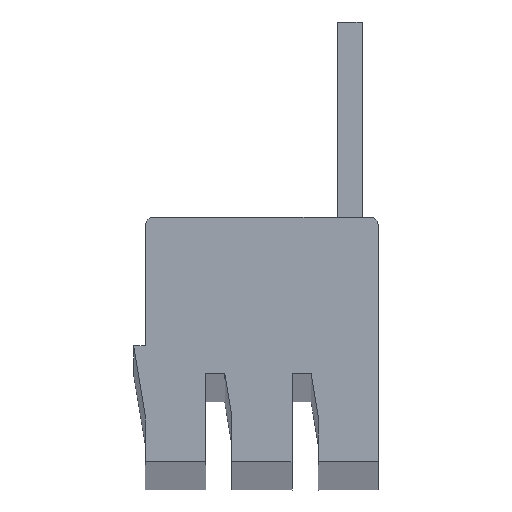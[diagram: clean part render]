
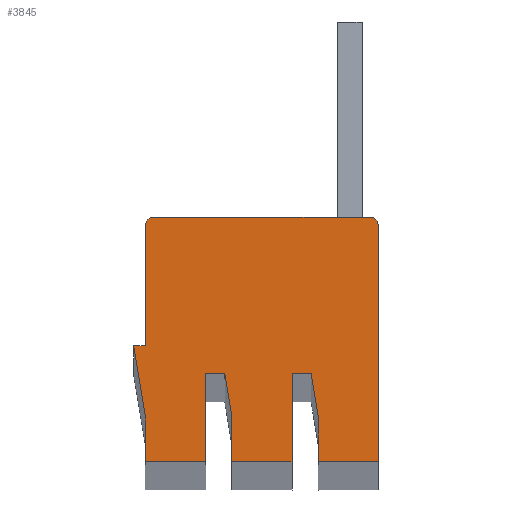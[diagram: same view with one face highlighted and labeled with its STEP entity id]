
A CAD part, top view. The second image highlights one B-rep face of the part: STEP entity #3845.
In plain terms, the highlighted planar face has unit normal (0, 0, 1).
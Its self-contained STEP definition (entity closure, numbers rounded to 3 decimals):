
#18=DIRECTION('',(1.,0.,0.));
#19=VECTOR('',#18,3.7);
#20=CARTESIAN_POINT('',(-14.3,0.,0.));
#21=LINE('',#20,#19);
#22=DIRECTION('',(0.,-1.,0.));
#23=VECTOR('',#22,2.797);
#24=CARTESIAN_POINT('',(-14.3,2.797,0.));
#25=LINE('',#24,#23);
#26=DIRECTION('',(0.164,-0.986,0.));
#27=VECTOR('',#26,4.362);
#28=CARTESIAN_POINT('',(-15.017,7.1,0.));
#29=LINE('',#28,#27);
#30=DIRECTION('',(-1.,0.,0.));
#31=VECTOR('',#30,0.717);
#32=CARTESIAN_POINT('',(-14.3,7.1,0.));
#33=LINE('',#32,#31);
#34=DIRECTION('',(0.,-1.,0.));
#35=VECTOR('',#34,7.4);
#36=CARTESIAN_POINT('',(-14.3,14.5,0.));
#37=LINE('',#36,#35);
#38=CARTESIAN_POINT('',(-13.8,14.5,0.));
#39=DIRECTION('',(0.,0.,1.));
#40=DIRECTION('',(0.,1.,0.));
#41=AXIS2_PLACEMENT_3D('',#38,#39,#40);
#43=DIRECTION('',(-1.,0.,0.));
#44=VECTOR('',#43,13.3);
#45=CARTESIAN_POINT('',(-0.5,15.,0.));
#46=LINE('',#45,#44);
#47=CARTESIAN_POINT('',(-0.5,14.5,0.));
#48=DIRECTION('',(0.,0.,1.));
#49=DIRECTION('',(1.,0.,0.));
#50=AXIS2_PLACEMENT_3D('',#47,#48,#49);
#52=DIRECTION('',(0.,1.,0.));
#53=VECTOR('',#52,7.6);
#54=CARTESIAN_POINT('',(0.,6.9,0.));
#55=LINE('',#54,#53);
#56=DIRECTION('',(0.,1.,0.));
#57=VECTOR('',#56,6.9);
#58=CARTESIAN_POINT('',(0.,0.,0.));
#59=LINE('',#58,#57);
#60=DIRECTION('',(1.,0.,0.));
#61=VECTOR('',#60,3.7);
#62=CARTESIAN_POINT('',(-3.7,0.,0.));
#63=LINE('',#62,#61);
#64=DIRECTION('',(0.,-1.,0.));
#65=VECTOR('',#64,2.817);
#66=CARTESIAN_POINT('',(-3.7,2.817,0.));
#67=LINE('',#66,#65);
#68=DIRECTION('',(0.164,-0.986,0.));
#69=VECTOR('',#68,2.618);
#70=CARTESIAN_POINT('',(-4.13,5.4,0.));
#71=LINE('',#70,#69);
#72=DIRECTION('',(1.,0.,0.));
#73=VECTOR('',#72,1.17);
#74=CARTESIAN_POINT('',(-5.3,5.4,0.));
#75=LINE('',#74,#73);
#76=DIRECTION('',(0.,1.,0.));
#77=VECTOR('',#76,5.4);
#78=CARTESIAN_POINT('',(-5.3,0.,0.));
#79=LINE('',#78,#77);
#80=DIRECTION('',(1.,0.,0.));
#81=VECTOR('',#80,3.7);
#82=CARTESIAN_POINT('',(-9.,0.,0.));
#83=LINE('',#82,#81);
#84=DIRECTION('',(0.,-1.,0.));
#85=VECTOR('',#84,2.817);
#86=CARTESIAN_POINT('',(-9.,2.817,0.));
#87=LINE('',#86,#85);
#88=DIRECTION('',(0.164,-0.986,0.));
#89=VECTOR('',#88,2.618);
#90=CARTESIAN_POINT('',(-9.43,5.4,0.));
#91=LINE('',#90,#89);
#92=DIRECTION('',(1.,0.,0.));
#93=VECTOR('',#92,1.17);
#94=CARTESIAN_POINT('',(-10.6,5.4,0.));
#95=LINE('',#94,#93);
#96=DIRECTION('',(0.,1.,0.));
#97=VECTOR('',#96,5.4);
#98=CARTESIAN_POINT('',(-10.6,0.,0.));
#99=LINE('',#98,#97);
#2854=CARTESIAN_POINT('',(-14.3,0.,0.));
#2855=CARTESIAN_POINT('',(-10.6,0.,0.));
#2856=VERTEX_POINT('',#2854);
#2857=VERTEX_POINT('',#2855);
#2858=CARTESIAN_POINT('',(-10.6,5.4,0.));
#2859=VERTEX_POINT('',#2858);
#2860=CARTESIAN_POINT('',(-9.43,5.4,0.));
#2861=VERTEX_POINT('',#2860);
#2862=CARTESIAN_POINT('',(-9.,2.817,0.));
#2863=VERTEX_POINT('',#2862);
#2864=CARTESIAN_POINT('',(-9.,0.,0.));
#2865=VERTEX_POINT('',#2864);
#2866=CARTESIAN_POINT('',(-5.3,0.,0.));
#2867=VERTEX_POINT('',#2866);
#2868=CARTESIAN_POINT('',(-5.3,5.4,0.));
#2869=VERTEX_POINT('',#2868);
#2870=CARTESIAN_POINT('',(-4.13,5.4,0.));
#2871=VERTEX_POINT('',#2870);
#2872=CARTESIAN_POINT('',(-3.7,2.817,0.));
#2873=VERTEX_POINT('',#2872);
#2874=CARTESIAN_POINT('',(-3.7,0.,0.));
#2875=VERTEX_POINT('',#2874);
#2876=CARTESIAN_POINT('',(0.,0.,0.));
#2877=VERTEX_POINT('',#2876);
#2878=CARTESIAN_POINT('',(0.,6.9,0.));
#2879=VERTEX_POINT('',#2878);
#2880=CARTESIAN_POINT('',(0.,14.5,0.));
#2881=VERTEX_POINT('',#2880);
#2882=CARTESIAN_POINT('',(-0.5,15.,0.));
#2883=VERTEX_POINT('',#2882);
#2884=CARTESIAN_POINT('',(-13.8,15.,0.));
#2885=VERTEX_POINT('',#2884);
#2886=CARTESIAN_POINT('',(-14.3,14.5,0.));
#2887=VERTEX_POINT('',#2886);
#2888=CARTESIAN_POINT('',(-14.3,7.1,0.));
#2889=VERTEX_POINT('',#2888);
#2890=CARTESIAN_POINT('',(-15.017,7.1,0.));
#2891=VERTEX_POINT('',#2890);
#2892=CARTESIAN_POINT('',(-14.3,2.797,0.));
#2893=VERTEX_POINT('',#2892);
#3798=CARTESIAN_POINT('',(0.,0.,0.));
#3799=DIRECTION('',(0.,0.,1.));
#3800=DIRECTION('',(1.,0.,0.));
#3801=AXIS2_PLACEMENT_3D('',#3798,#3799,#3800);
#3802=PLANE('',#3801);
#3804=ORIENTED_EDGE('',*,*,#3803,.F.);
#3806=ORIENTED_EDGE('',*,*,#3805,.F.);
#3808=ORIENTED_EDGE('',*,*,#3807,.F.);
#3810=ORIENTED_EDGE('',*,*,#3809,.F.);
#3812=ORIENTED_EDGE('',*,*,#3811,.F.);
#3814=ORIENTED_EDGE('',*,*,#3813,.F.);
#3816=ORIENTED_EDGE('',*,*,#3815,.F.);
#3818=ORIENTED_EDGE('',*,*,#3817,.F.);
#3820=ORIENTED_EDGE('',*,*,#3819,.F.);
#3822=ORIENTED_EDGE('',*,*,#3821,.F.);
#3824=ORIENTED_EDGE('',*,*,#3823,.F.);
#3826=ORIENTED_EDGE('',*,*,#3825,.F.);
#3828=ORIENTED_EDGE('',*,*,#3827,.F.);
#3830=ORIENTED_EDGE('',*,*,#3829,.F.);
#3832=ORIENTED_EDGE('',*,*,#3831,.F.);
#3834=ORIENTED_EDGE('',*,*,#3833,.F.);
#3836=ORIENTED_EDGE('',*,*,#3835,.F.);
#3838=ORIENTED_EDGE('',*,*,#3837,.F.);
#3840=ORIENTED_EDGE('',*,*,#3839,.F.);
#3842=ORIENTED_EDGE('',*,*,#3841,.F.);
#3843=EDGE_LOOP('',(#3804,#3806,#3808,#3810,#3812,#3814,#3816,#3818,#3820,#3822,
#3824,#3826,#3828,#3830,#3832,#3834,#3836,#3838,#3840,#3842));
#3844=FACE_OUTER_BOUND('',#3843,.F.);
#42=CIRCLE('',#41,0.5);
#51=CIRCLE('',#50,0.5);
#3803=EDGE_CURVE('',#2856,#2857,#21,.T.);
#3805=EDGE_CURVE('',#2893,#2856,#25,.T.);
#3807=EDGE_CURVE('',#2891,#2893,#29,.T.);
#3809=EDGE_CURVE('',#2889,#2891,#33,.T.);
#3811=EDGE_CURVE('',#2887,#2889,#37,.T.);
#3813=EDGE_CURVE('',#2885,#2887,#42,.T.);
#3815=EDGE_CURVE('',#2883,#2885,#46,.T.);
#3817=EDGE_CURVE('',#2881,#2883,#51,.T.);
#3819=EDGE_CURVE('',#2879,#2881,#55,.T.);
#3821=EDGE_CURVE('',#2877,#2879,#59,.T.);
#3823=EDGE_CURVE('',#2875,#2877,#63,.T.);
#3825=EDGE_CURVE('',#2873,#2875,#67,.T.);
#3827=EDGE_CURVE('',#2871,#2873,#71,.T.);
#3829=EDGE_CURVE('',#2869,#2871,#75,.T.);
#3831=EDGE_CURVE('',#2867,#2869,#79,.T.);
#3833=EDGE_CURVE('',#2865,#2867,#83,.T.);
#3835=EDGE_CURVE('',#2863,#2865,#87,.T.);
#3837=EDGE_CURVE('',#2861,#2863,#91,.T.);
#3839=EDGE_CURVE('',#2859,#2861,#95,.T.);
#3841=EDGE_CURVE('',#2857,#2859,#99,.T.);
#3845=ADVANCED_FACE('',(#3844),#3802,.T.);
